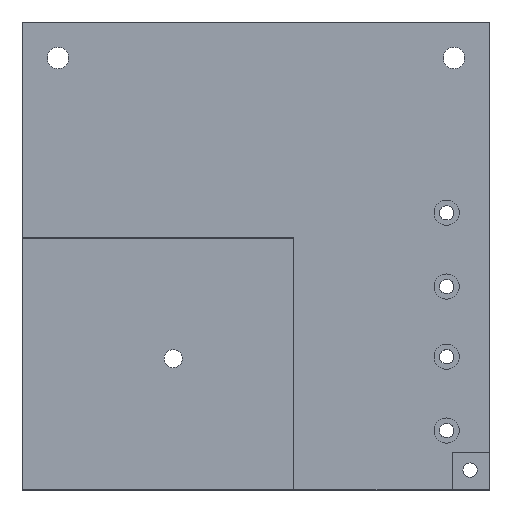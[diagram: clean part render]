
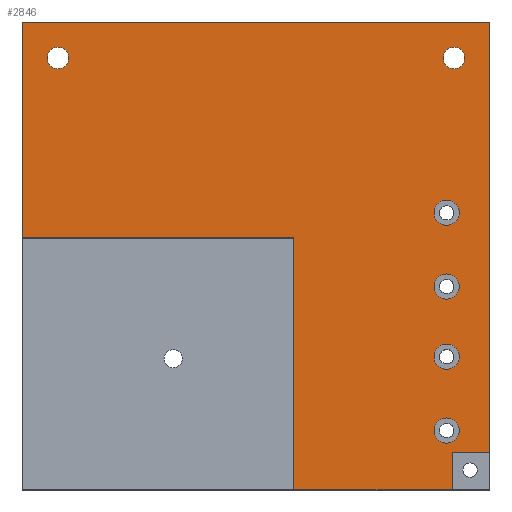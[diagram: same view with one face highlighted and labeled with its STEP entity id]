
A CAD part, top view. The second image highlights one B-rep face of the part: STEP entity #2846.
In plain terms, the highlighted planar face has unit normal (0, 0, 1).
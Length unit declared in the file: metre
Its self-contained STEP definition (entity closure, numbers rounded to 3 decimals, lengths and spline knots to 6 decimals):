
#52=CIRCLE('',#3056,0.0035);
#53=CIRCLE('',#3057,0.0035);
#54=CIRCLE('',#3058,0.0035);
#55=CIRCLE('',#3059,0.0035);
#56=CIRCLE('',#3060,0.003);
#57=CIRCLE('',#3061,0.003);
#595=ORIENTED_EDGE('',*,*,#1163,.F.);
#596=ORIENTED_EDGE('',*,*,#1164,.F.);
#597=ORIENTED_EDGE('',*,*,#1165,.F.);
#598=ORIENTED_EDGE('',*,*,#1166,.F.);
#599=ORIENTED_EDGE('',*,*,#1167,.F.);
#600=ORIENTED_EDGE('',*,*,#1168,.T.);
#601=ORIENTED_EDGE('',*,*,#1169,.T.);
#602=ORIENTED_EDGE('',*,*,#1170,.T.);
#603=ORIENTED_EDGE('',*,*,#1171,.T.);
#604=ORIENTED_EDGE('',*,*,#1172,.T.);
#605=ORIENTED_EDGE('',*,*,#1173,.F.);
#606=ORIENTED_EDGE('',*,*,#1174,.F.);
#607=ORIENTED_EDGE('',*,*,#1175,.F.);
#608=ORIENTED_EDGE('',*,*,#1176,.T.);
#1163=EDGE_CURVE('',#1437,#1437,#52,.T.);
#1164=EDGE_CURVE('',#1438,#1438,#53,.T.);
#1165=EDGE_CURVE('',#1439,#1439,#54,.T.);
#1166=EDGE_CURVE('',#1440,#1440,#55,.T.);
#1167=EDGE_CURVE('',#1441,#1441,#56,.T.);
#1168=EDGE_CURVE('',#1442,#1442,#57,.F.);
#1169=EDGE_CURVE('',#1443,#1444,#1763,.T.);
#1170=EDGE_CURVE('',#1444,#1445,#1764,.T.);
#1171=EDGE_CURVE('',#1445,#1446,#1765,.T.);
#1172=EDGE_CURVE('',#1446,#1447,#1766,.T.);
#1173=EDGE_CURVE('',#1448,#1447,#1767,.T.);
#1174=EDGE_CURVE('',#1449,#1448,#1768,.T.);
#1175=EDGE_CURVE('',#1450,#1449,#1769,.T.);
#1176=EDGE_CURVE('',#1450,#1443,#1770,.T.);
#1437=VERTEX_POINT('',#4532);
#1438=VERTEX_POINT('',#4534);
#1439=VERTEX_POINT('',#4536);
#1440=VERTEX_POINT('',#4538);
#1441=VERTEX_POINT('',#4540);
#1442=VERTEX_POINT('',#4542);
#1443=VERTEX_POINT('',#4544);
#1444=VERTEX_POINT('',#4545);
#1445=VERTEX_POINT('',#4547);
#1446=VERTEX_POINT('',#4549);
#1447=VERTEX_POINT('',#4551);
#1448=VERTEX_POINT('',#4553);
#1449=VERTEX_POINT('',#4555);
#1450=VERTEX_POINT('',#4557);
#1763=LINE('',#4543,#2113);
#1764=LINE('',#4546,#2114);
#1765=LINE('',#4548,#2115);
#1766=LINE('',#4550,#2116);
#1767=LINE('',#4552,#2117);
#1768=LINE('',#4554,#2118);
#1769=LINE('',#4556,#2119);
#1770=LINE('',#4558,#2120);
#2113=VECTOR('',#3721,1.);
#2114=VECTOR('',#3722,1.);
#2115=VECTOR('',#3723,1.);
#2116=VECTOR('',#3724,1.);
#2117=VECTOR('',#3725,1.);
#2118=VECTOR('',#3726,1.);
#2119=VECTOR('',#3727,1.);
#2120=VECTOR('',#3728,1.);
#2303=EDGE_LOOP('',(#595));
#2304=EDGE_LOOP('',(#596));
#2305=EDGE_LOOP('',(#597));
#2306=EDGE_LOOP('',(#598));
#2307=EDGE_LOOP('',(#599));
#2308=EDGE_LOOP('',(#600));
#2309=EDGE_LOOP('',(#601,#602,#603,#604,#605,#606,#607,#608));
#2503=FACE_BOUND('',#2303,.T.);
#2504=FACE_BOUND('',#2304,.T.);
#2505=FACE_BOUND('',#2305,.T.);
#2506=FACE_BOUND('',#2306,.T.);
#2507=FACE_BOUND('',#2307,.T.);
#2508=FACE_BOUND('',#2308,.T.);
#2509=FACE_BOUND('',#2309,.T.);
#2685=PLANE('',#3055);
#2846=ADVANCED_FACE('',(#2503,#2504,#2505,#2506,#2507,#2508,#2509),#2685,
 .T.);
#3055=AXIS2_PLACEMENT_3D('',#4530,#3707,#3708);
#3056=AXIS2_PLACEMENT_3D('',#4531,#3709,#3710);
#3057=AXIS2_PLACEMENT_3D('',#4533,#3711,#3712);
#3058=AXIS2_PLACEMENT_3D('',#4535,#3713,#3714);
#3059=AXIS2_PLACEMENT_3D('',#4537,#3715,#3716);
#3060=AXIS2_PLACEMENT_3D('',#4539,#3717,#3718);
#3061=AXIS2_PLACEMENT_3D('',#4541,#3719,#3720);
#3707=DIRECTION('',(0.,0.,1.));
#3708=DIRECTION('',(1.,0.,0.));
#3709=DIRECTION('',(0.,0.,1.));
#3710=DIRECTION('',(1.,0.,0.));
#3711=DIRECTION('',(0.,0.,1.));
#3712=DIRECTION('',(1.,0.,0.));
#3713=DIRECTION('',(0.,0.,1.));
#3714=DIRECTION('',(1.,0.,0.));
#3715=DIRECTION('',(0.,0.,1.));
#3716=DIRECTION('',(1.,0.,0.));
#3717=DIRECTION('',(0.,0.,1.));
#3718=DIRECTION('',(1.,0.,0.));
#3719=DIRECTION('',(0.,0.,1.));
#3720=DIRECTION('',(1.,0.,0.));
#3721=DIRECTION('',(1.,0.,0.));
#3722=DIRECTION('',(0.,1.,0.));
#3723=DIRECTION('',(1.,0.,0.));
#3724=DIRECTION('',(0.,1.,0.));
#3725=DIRECTION('',(1.,0.,0.));
#3726=DIRECTION('',(0.,1.,0.));
#3727=DIRECTION('',(-1.,0.,0.));
#3728=DIRECTION('',(0.,-1.,0.));
#4530=CARTESIAN_POINT('',(-0.175,0.24,0.));
#4531=CARTESIAN_POINT('',(-0.12205,0.337,0.));
#4532=CARTESIAN_POINT('',(-0.11855,0.337,0.));
#4533=CARTESIAN_POINT('',(-0.12205,0.3165,0.));
#4534=CARTESIAN_POINT('',(-0.11855,0.3165,0.));
#4535=CARTESIAN_POINT('',(-0.12205,0.297,0.));
#4536=CARTESIAN_POINT('',(-0.11855,0.297,0.));
#4537=CARTESIAN_POINT('',(-0.12205,0.2765,0.));
#4538=CARTESIAN_POINT('',(-0.11855,0.2765,0.));
#4539=CARTESIAN_POINT('',(-0.12,0.38,0.));
#4540=CARTESIAN_POINT('',(-0.117,0.38,0.));
#4541=CARTESIAN_POINT('',(-0.23,0.38,0.));
#4542=CARTESIAN_POINT('',(-0.227,0.38,0.));
#4543=CARTESIAN_POINT('',(-0.175,0.26,0.));
#4544=CARTESIAN_POINT('',(-0.1645,0.26,0.));
#4545=CARTESIAN_POINT('',(-0.1205,0.26,0.));
#4546=CARTESIAN_POINT('',(-0.1205,0.26,0.));
#4547=CARTESIAN_POINT('',(-0.1205,0.2705,0.));
#4548=CARTESIAN_POINT('',(-0.11,0.2705,0.));
#4549=CARTESIAN_POINT('',(-0.11,0.2705,0.));
#4550=CARTESIAN_POINT('',(-0.11,0.325,0.));
#4551=CARTESIAN_POINT('',(-0.11,0.39,0.));
#4552=CARTESIAN_POINT('',(-0.175,0.39,0.));
#4553=CARTESIAN_POINT('',(-0.24,0.39,0.));
#4554=CARTESIAN_POINT('',(-0.24,0.325,0.));
#4555=CARTESIAN_POINT('',(-0.24,0.33,0.));
#4556=CARTESIAN_POINT('',(-0.223,0.33,0.));
#4557=CARTESIAN_POINT('',(-0.1645,0.33,0.));
#4558=CARTESIAN_POINT('',(-0.1645,0.2215,0.));
